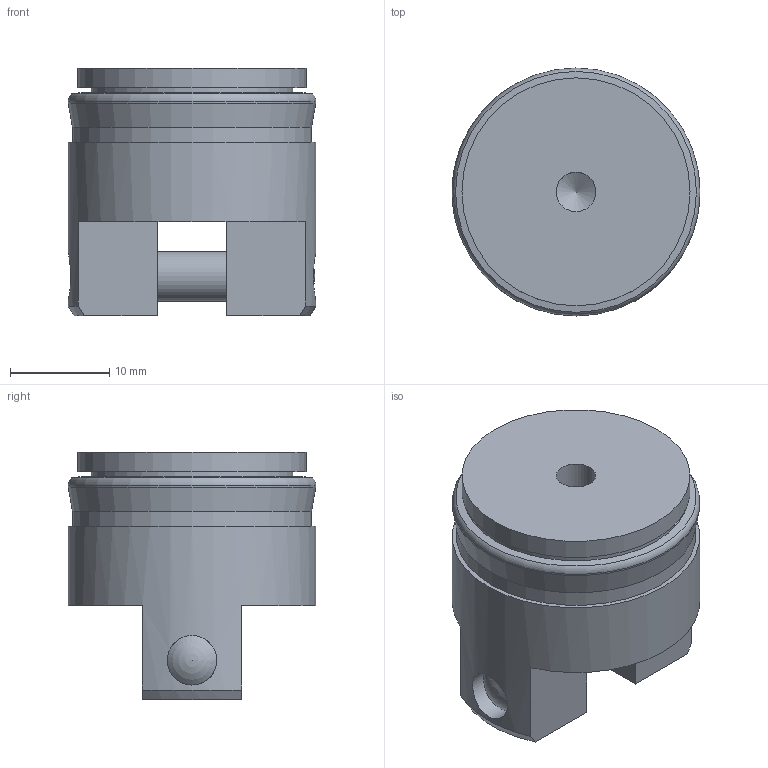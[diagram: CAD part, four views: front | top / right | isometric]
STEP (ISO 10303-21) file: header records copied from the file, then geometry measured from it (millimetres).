
FILE_DESCRIPTION(('FreeCAD Model'),'2;1');
FILE_NAME('CE_Piston.step' ,'2018-12-29T11:04:11',('Author'),(''), 'Open CASCADE STEP processor 7.2','FreeCAD','Unknown');
FILE_SCHEMA(('AUTOMOTIVE_DESIGN_CC2 { 1 2 10303 214 -1 1 5 4 }'));
Length unit declared in the file: millimetre
Products named in the file (3): Piston_step1_01; Joint_en_U_25x17x5_5_step1_01; Axe_de_5_step1_01
Bounding box: 25 x 25 x 25 mm (x, y, z)
Volume: 8730 mm3; surface area: 5337.2 mm2
Topology: 3 solids, 3 shells, 36 faces, 88 edges, 57 vertices
Faces by surface type: plane 14, cylinder 10, cone 7, torus 3, sphere 2
Full cylindrical faces by diameter (mm): 4 x1, 5 x3, 16.7 x1, 17 x1, 20.3 x1, 23 x1, 24.1 x1, 25 x1
Entity records: 3343 total; most frequent: CARTESIAN_POINT 1530, DIRECTION 338, ORIENTED_EDGE 170, PCURVE 170, DEFINITIONAL_REPRESENTATION 170, LINE 167, VECTOR 167, EDGE_CURVE 85
